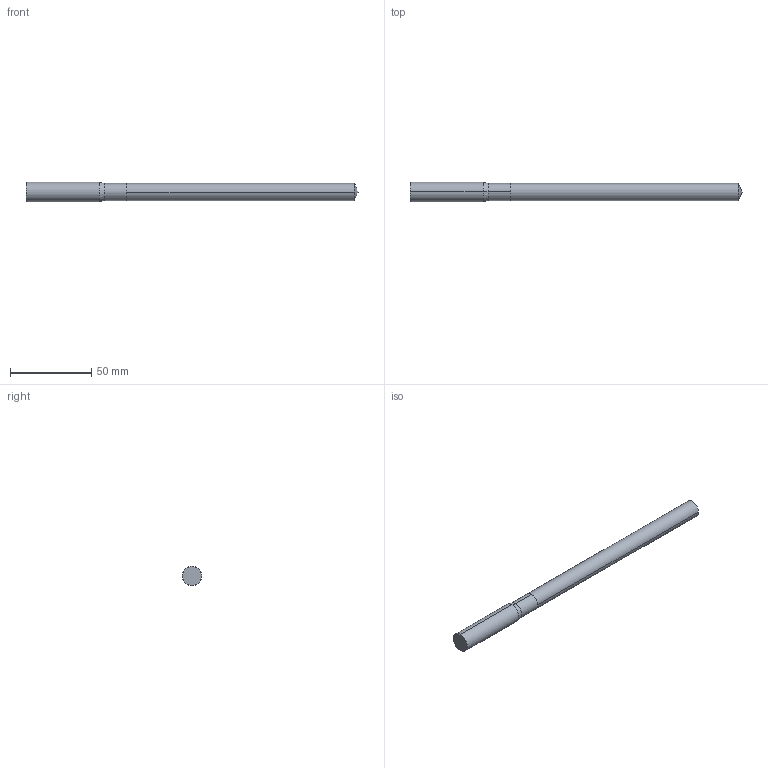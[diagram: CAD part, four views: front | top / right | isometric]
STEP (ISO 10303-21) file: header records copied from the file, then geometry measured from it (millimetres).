
FILE_DESCRIPTION((''),'2;1');
FILE_NAME('1077410600_ASM','2019-10-25T07:55:31',('endresb'),(''),'CREO PARAMETRIC BY PTC INC, 2018400','CREO PARAMETRIC BY PTC INC, 2018400','');
FILE_SCHEMA(('AUTOMOTIVE_DESIGN { 1 0 10303 214 1 1 1 1 }'));
Length unit declared in the file: millimetre
Products named in the file (3): 1077410600NC; 1077410600C; 1077410600_ASM
Assembly tree (2 placements, depth 2):
  1077410600_ASM
    1077410600NC
    1077410600C
Bounding box: 204 x 12 x 12 mm (x, y, z)
Volume: 19026.6 mm3; surface area: 7307.1 mm2
Topology: 2 solids, 2 shells, 15 faces, 30 edges, 18 vertices
Faces by surface type: cylinder 6, cone 6, plane 3
Entity records: 1644 total; most frequent: DIRECTION 144, PROPERTY_DEFINITION 123, REPRESENTATION 121, PROPERTY_DEFINITION_REPRESENTATION 121, CARTESIAN_POINT 108, DESCRIPTIVE_REPRESENTATION_ITEM 80, PRESENTATION_STYLE_ASSIGNMENT 78, STYLED_ITEM 78
